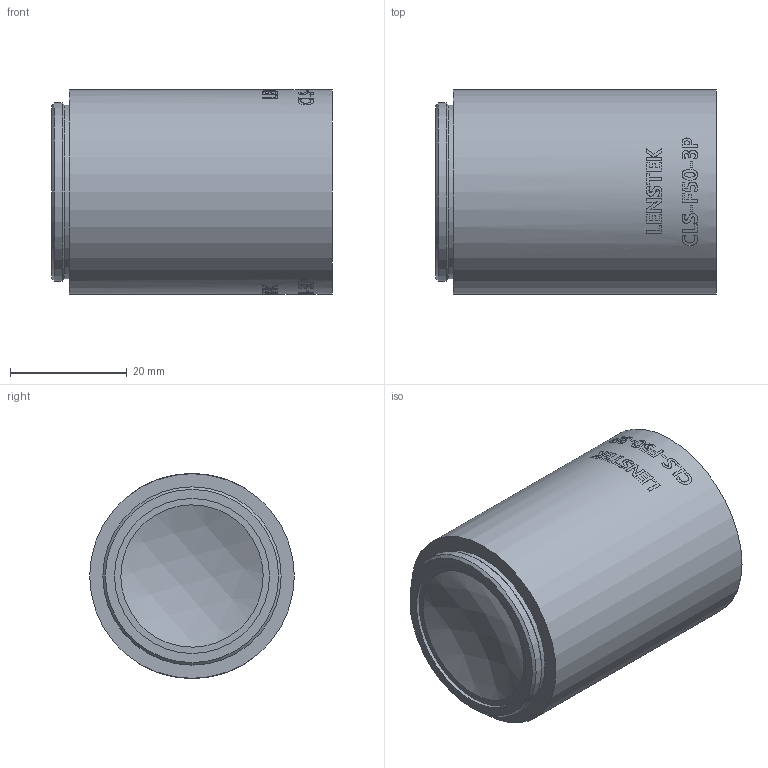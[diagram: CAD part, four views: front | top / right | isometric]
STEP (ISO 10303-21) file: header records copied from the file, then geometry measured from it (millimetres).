
FILE_DESCRIPTION (( 'STEP AP214' ), '1' );
FILE_NAME ('CLS-F50-3P.STEP', '2025-09-29T09:13:55', ( '' ), ( '' ), 'SwSTEP 2.0', 'SolidWorks 2018', '' );
FILE_SCHEMA (( 'AUTOMOTIVE_DESIGN' ));
Length unit declared in the file: millimetre
Products named in the file (1): CLS-F50-3P
Bounding box: 48 x 35 x 35 mm (x, y, z)
Volume: 18174 mm3; surface area: 15699.1 mm2
Topology: 4 solids, 4 shells, 450 faces, 1188 edges, 791 vertices
Faces by surface type: plane 230, bspline 156, cylinder 54, cone 6, sphere 4
Full cylindrical faces by diameter (mm): 26.5 x1, 28.001 x1, 29 x1, 29.167 x1, 29.7 x1, 30.5 x1, 30.944 x2, 31 x1, 31.833 x2, 32 x1, 32.722 x1, 35 x1
Entity records: 36905 total; most frequent: CARTESIAN_POINT 22135, ORIENTED_EDGE 2318, DIRECTION 1480, EDGE_CURVE 1159, VERTEX_POINT 783, AXIS2_PLACEMENT_3D 542, EDGE_LOOP 516, B_SPLINE_CURVE_WITH_KNOTS 514
